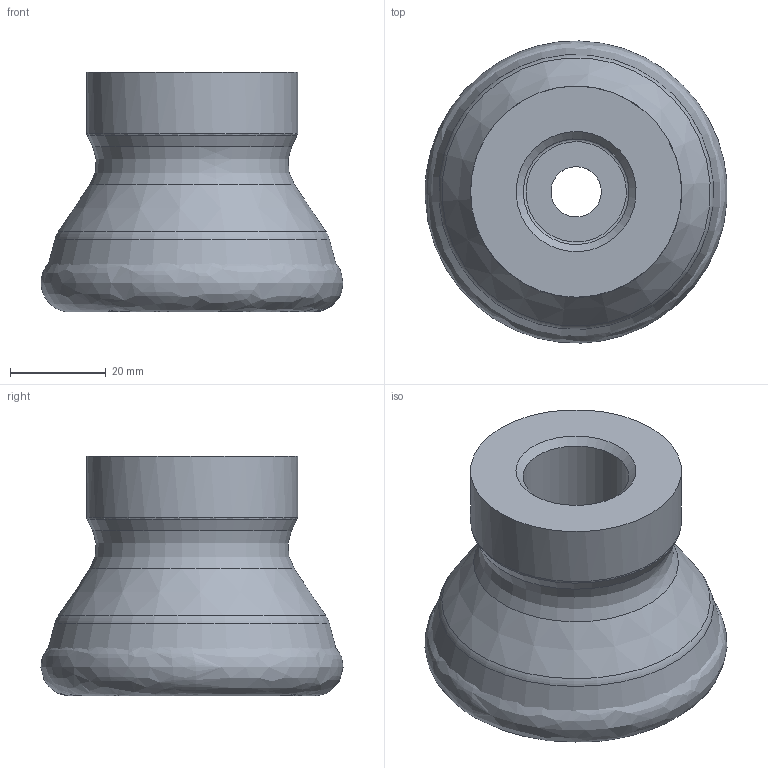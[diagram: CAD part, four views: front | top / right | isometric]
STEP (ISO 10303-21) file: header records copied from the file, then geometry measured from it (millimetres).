
FILE_DESCRIPTION(/* description */ (''),/* implementation_level */ '2;1');
FILE_NAME(/* name */ '1668159212032.stp',/* time_stamp */ '2022-11-11T15:03:49+06:00',/* author */ (''),/* organization */ ('SMS'),/* preprocessor_version */ 'ST-DEVELOPER v16.7',/* originating_system */ 'SIEMENS PLM Software NX 12.0',/* authorisation */ '');
FILE_SCHEMA (('AUTOMOTIVE_DESIGN { 1 0 10303 214 3 1 1 1 }'));
Length unit declared in the file: millimetre
Products named in the file (4): ASSEMBLY_CONSTRUCTION; 204373886mod000_00; 204374769mod000_00; 204374771mod000_00
Assembly tree (3 placements, depth 2):
  204374771mod000_00
    204374769mod000_00
    204373886mod000_00
    ASSEMBLY_CONSTRUCTION
Bounding box: 62.92 x 62.96 x 50 mm (x, y, z)
Volume: 93806.5 mm3; surface area: 20483.1 mm2
Topology: 2 solids, 2 shells, 25 faces, 52 edges, 47 vertices
Faces by surface type: torus 8, cone 6, plane 5, cylinder 5, bspline 1
Full cylindrical faces by diameter (mm): 10.5 x1, 17.1 x1, 22.011 x1, 22.5 x1, 44 x1
Entity records: 2574 total; most frequent: CARTESIAN_POINT 1883, DIRECTION 132, AXIS2_PLACEMENT_3D 66, FACE_BOUND 49, EDGE_LOOP 48, ORIENTED_EDGE 48, STYLED_ITEM 32, PRESENTATION_STYLE_ASSIGNMENT 32
